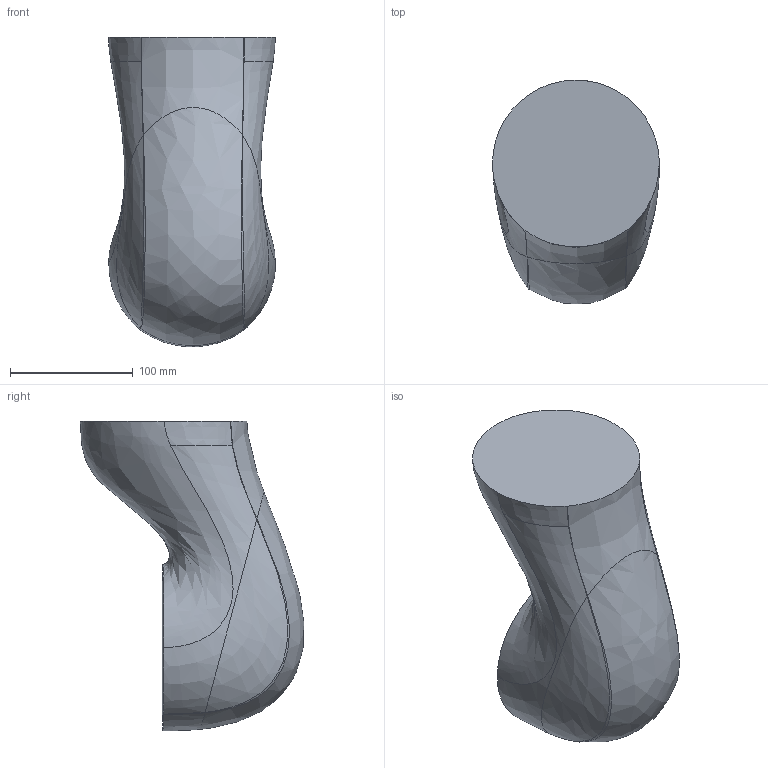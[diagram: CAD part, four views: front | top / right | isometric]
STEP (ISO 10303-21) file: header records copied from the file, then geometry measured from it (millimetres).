
FILE_DESCRIPTION(/* description */ (''),/* implementation_level */ '2;1');
FILE_NAME(/* name */ 'axe_4',/* time_stamp */ '2023-07-27T21:46:03+02:00',/* author */ (''),/* organization */ (''),/* preprocessor_version */ 'ST-DEVELOPER v16.5',/* originating_system */ 'Rhino 7.22',/* authorisation */ '');
FILE_SCHEMA (('CONFIG_CONTROL_DESIGN'));
Length unit declared in the file: millimetre
Products named in the file (1): axe_4
Bounding box: 136.18 x 182.3 x 252.53 mm (x, y, z)
Volume: 2743750.5 mm3; surface area: 120408.4 mm2
Topology: 1 solids, 1 shells, 21 faces, 59 edges, 40 vertices
Faces by surface type: bspline 19, plane 2
Entity records: 6258 total; most frequent: CARTESIAN_POINT 5810, ORIENTED_EDGE 118, EDGE_CURVE 59, B_SPLINE_CURVE_WITH_KNOTS 59, VERTEX_POINT 40, ADVANCED_FACE 21, FACE_OUTER_BOUND 21, EDGE_LOOP 21
